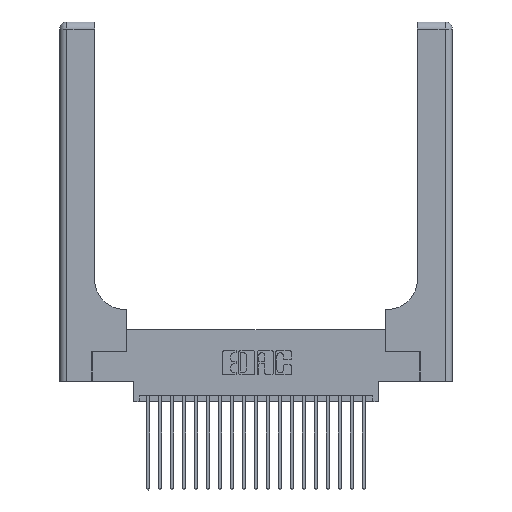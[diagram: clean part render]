
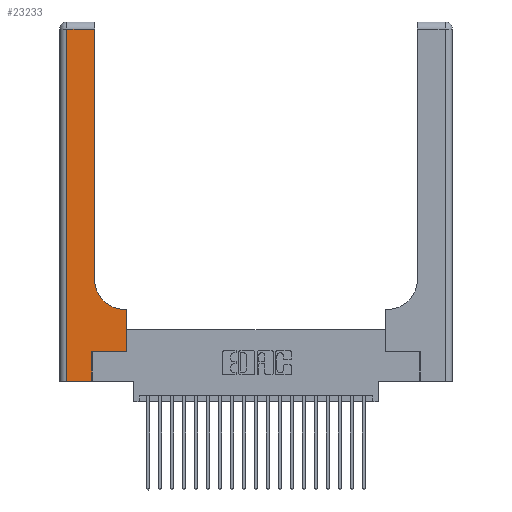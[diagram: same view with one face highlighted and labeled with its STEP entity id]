
A CAD part, top view. The second image highlights one B-rep face of the part: STEP entity #23233.
In plain terms, the highlighted planar face has unit normal (0, 0, 1).
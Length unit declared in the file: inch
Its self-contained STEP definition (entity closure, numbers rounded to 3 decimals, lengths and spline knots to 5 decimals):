
#1286 = EDGE_CURVE ( 'NONE', #1326, #15944, #17640, .T. ) ;
#1292 = AXIS2_PLACEMENT_3D ( 'NONE', #5139, #16018, #14083 ) ;
#1326 = VERTEX_POINT ( 'NONE', #8568 ) ;
#1490 = LINE ( 'NONE', #16896, #20037 ) ;
#2468 = DIRECTION ( 'NONE',  ( 1., 0., 0. ) ) ;
#2973 = DIRECTION ( 'NONE',  ( 1., 0., 0. ) ) ;
#3513 = EDGE_CURVE ( 'NONE', #4800, #6063, #15587, .T. ) ;
#3838 = EDGE_CURVE ( 'NONE', #17401, #4800, #15859, .T. ) ;
#4717 = VERTEX_POINT ( 'NONE', #20292 ) ;
#4800 = VERTEX_POINT ( 'NONE', #8676 ) ;
#5139 = CARTESIAN_POINT ( 'NONE',  ( 0., 3., 0.37 ) ) ;
#5433 = LINE ( 'NONE', #7684, #15249 ) ;
#5564 = LINE ( 'NONE', #20301, #6124 ) ;
#5822 = DIRECTION ( 'NONE',  ( -1., 0., 0. ) ) ;
#6063 = VERTEX_POINT ( 'NONE', #16064 ) ;
#6124 = VECTOR ( 'NONE', #22162, 39.37008 ) ;
#7062 = EDGE_CURVE ( 'NONE', #17160, #17401, #1490, .T. ) ;
#7658 = ORIENTED_EDGE ( 'NONE', *, *, #8793, .T. ) ;
#7684 = CARTESIAN_POINT ( 'NONE',  ( 0., 0., 0.37 ) ) ;
#7951 = EDGE_CURVE ( 'NONE', #6063, #16406, #5433, .T. ) ;
#8485 = CARTESIAN_POINT ( 'NONE',  ( 0.5585, 0.25, 0.37 ) ) ;
#8568 = CARTESIAN_POINT ( 'NONE',  ( 0.269, 0.25, 0.37 ) ) ;
#8676 = CARTESIAN_POINT ( 'NONE',  ( 0.06, 2.94, 0.37 ) ) ;
#8793 = EDGE_CURVE ( 'NONE', #16406, #1326, #16025, .T. ) ;
#8962 = CARTESIAN_POINT ( 'NONE',  ( 0.269, 0., 0.37 ) ) ;
#9043 = DIRECTION ( 'NONE',  ( 0., 0., -1. ) ) ;
#10463 = CARTESIAN_POINT ( 'NONE',  ( 0.269, 0.25, 0.37 ) ) ;
#10800 = ORIENTED_EDGE ( 'NONE', *, *, #12504, .T. ) ;
#11336 = LINE ( 'NONE', #15338, #21430 ) ;
#11521 = DIRECTION ( 'NONE',  ( 0., 1., 0. ) ) ;
#11679 = AXIS2_PLACEMENT_3D ( 'NONE', #21525, #9043, #19846 ) ;
#12354 = PLANE ( 'NONE',  #1292 ) ;
#12500 = ORIENTED_EDGE ( 'NONE', *, *, #7062, .T. ) ;
#12504 = EDGE_CURVE ( 'NONE', #12736, #17160, #18408, .T. ) ;
#12560 = ORIENTED_EDGE ( 'NONE', *, *, #3513, .T. ) ;
#12736 = VERTEX_POINT ( 'NONE', #13592 ) ;
#12902 = VECTOR ( 'NONE', #2973, 39.37008 ) ;
#13054 = CARTESIAN_POINT ( 'NONE',  ( 0.2915, 2.94, 0.37 ) ) ;
#13186 = CARTESIAN_POINT ( 'NONE',  ( 0.269, 0., 0.37 ) ) ;
#13592 = CARTESIAN_POINT ( 'NONE',  ( 0.5415, 0.6, 0.37 ) ) ;
#14083 = DIRECTION ( 'NONE',  ( -1., 0., 0. ) ) ;
#14358 = EDGE_CURVE ( 'NONE', #15944, #4717, #5564, .T. ) ;
#14473 = VECTOR ( 'NONE', #5822, 39.37008 ) ;
#14800 = ORIENTED_EDGE ( 'NONE', *, *, #1286, .T. ) ;
#15249 = VECTOR ( 'NONE', #2468, 39.37008 ) ;
#15338 = CARTESIAN_POINT ( 'NONE',  ( 0.2915, 0.6, 0.37 ) ) ;
#15382 = ORIENTED_EDGE ( 'NONE', *, *, #17079, .T. ) ;
#15587 = LINE ( 'NONE', #22145, #17258 ) ;
#15859 = LINE ( 'NONE', #18505, #14473 ) ;
#15944 = VERTEX_POINT ( 'NONE', #8485 ) ;
#15963 = DIRECTION ( 'NONE',  ( 0., 1., 0. ) ) ;
#16018 = DIRECTION ( 'NONE',  ( 0., 0., -1. ) ) ;
#16025 = LINE ( 'NONE', #8962, #16315 ) ;
#16064 = CARTESIAN_POINT ( 'NONE',  ( 0.06, 0., 0.37 ) ) ;
#16315 = VECTOR ( 'NONE', #15963, 39.37008 ) ;
#16406 = VERTEX_POINT ( 'NONE', #13186 ) ;
#16627 = EDGE_LOOP ( 'NONE', ( #12500, #17745, #12560, #20846, #7658, #14800, #20337, #15382, #10800 ) ) ;
#16896 = CARTESIAN_POINT ( 'NONE',  ( 0.2915, 3., 0.37 ) ) ;
#17079 = EDGE_CURVE ( 'NONE', #4717, #12736, #11336, .T. ) ;
#17160 = VERTEX_POINT ( 'NONE', #19374 ) ;
#17201 = DIRECTION ( 'NONE',  ( -1., 0., 0. ) ) ;
#17258 = VECTOR ( 'NONE', #21909, 39.37008 ) ;
#17401 = VERTEX_POINT ( 'NONE', #13054 ) ;
#17640 = LINE ( 'NONE', #10463, #12902 ) ;
#17745 = ORIENTED_EDGE ( 'NONE', *, *, #3838, .T. ) ;
#18408 = CIRCLE ( 'NONE', #11679, 0.25 ) ;
#18505 = CARTESIAN_POINT ( 'NONE',  ( 0., 2.94, 0.37 ) ) ;
#19374 = CARTESIAN_POINT ( 'NONE',  ( 0.2915, 0.85, 0.37 ) ) ;
#19846 = DIRECTION ( 'NONE',  ( 1., 0., 0. ) ) ;
#20037 = VECTOR ( 'NONE', #11521, 39.37008 ) ;
#20292 = CARTESIAN_POINT ( 'NONE',  ( 0.5585, 0.6, 0.37 ) ) ;
#20301 = CARTESIAN_POINT ( 'NONE',  ( 0.5585, 0.25, 0.37 ) ) ;
#20337 = ORIENTED_EDGE ( 'NONE', *, *, #14358, .T. ) ;
#20846 = ORIENTED_EDGE ( 'NONE', *, *, #7951, .T. ) ;
#21430 = VECTOR ( 'NONE', #17201, 39.37008 ) ;
#21525 = CARTESIAN_POINT ( 'NONE',  ( 0.5415, 0.85, 0.37 ) ) ;
#21909 = DIRECTION ( 'NONE',  ( 0., -1., 0. ) ) ;
#22088 = FACE_OUTER_BOUND ( 'NONE', #16627, .T. ) ;
#22145 = CARTESIAN_POINT ( 'NONE',  ( 0.06, 3., 0.37 ) ) ;
#22162 = DIRECTION ( 'NONE',  ( 0., 1., 0. ) ) ;
#23233 = ADVANCED_FACE ( 'NONE', ( #22088 ), #12354, .F. ) ;
